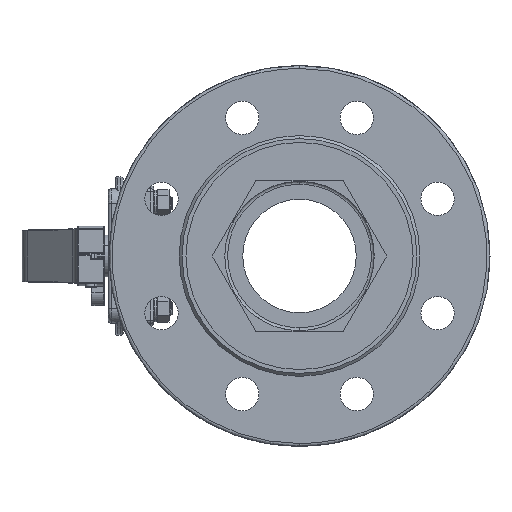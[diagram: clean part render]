
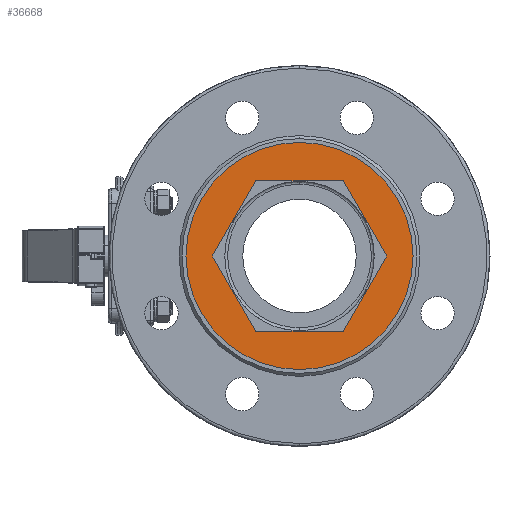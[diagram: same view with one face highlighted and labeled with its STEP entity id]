
A CAD part, left-side view. The second image highlights one B-rep face of the part: STEP entity #36668.
In plain terms, the highlighted planar face has unit normal (-1, 0, 0).
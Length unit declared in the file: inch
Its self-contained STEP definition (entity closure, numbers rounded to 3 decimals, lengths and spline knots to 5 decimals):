
#331 = CARTESIAN_POINT ( 'NONE',  ( 0., 1.14788, 1.98819 ) ) ;
#3577 = CARTESIAN_POINT ( 'NONE',  ( 0., -1.14788, -1.98819 ) ) ;
#4134 = DIRECTION ( 'NONE',  ( 0., -1., 0. ) ) ;
#4153 = LINE ( 'NONE', #71443, #22627 ) ;
#4255 = AXIS2_PLACEMENT_3D ( 'NONE', #56599, #6236, #8042 ) ;
#6236 = DIRECTION ( 'NONE',  ( -1., 0., 0. ) ) ;
#8042 = DIRECTION ( 'NONE',  ( 0., 0., -1. ) ) ;
#8290 = EDGE_CURVE ( 'NONE', #36131, #25795, #48871, .T. ) ;
#8460 = VERTEX_POINT ( 'NONE', #3577 ) ;
#9517 = FACE_OUTER_BOUND ( 'NONE', #29472, .T. ) ;
#10595 = LINE ( 'NONE', #45122, #39091 ) ;
#11980 = ORIENTED_EDGE ( 'NONE', *, *, #24797, .T. ) ;
#12144 = CARTESIAN_POINT ( 'NONE',  ( 0., -2.29576, 0. ) ) ;
#13142 = LINE ( 'NONE', #58704, #62040 ) ;
#13679 = CARTESIAN_POINT ( 'NONE',  ( 0., 2.29576, 0. ) ) ;
#15383 = FACE_BOUND ( 'NONE', #20866, .T. ) ;
#15938 = EDGE_CURVE ( 'NONE', #25795, #36131, #22986, .T. ) ;
#16095 = CARTESIAN_POINT ( 'NONE',  ( 0., -2.29576, 0. ) ) ;
#16306 = VECTOR ( 'NONE', #58523, 39.37008 ) ;
#18159 = ORIENTED_EDGE ( 'NONE', *, *, #36409, .T. ) ;
#20755 = VERTEX_POINT ( 'NONE', #44577 ) ;
#20866 = EDGE_LOOP ( 'NONE', ( #71356, #21465, #72172, #24822, #11980, #18159 ) ) ;
#20992 = EDGE_CURVE ( 'NONE', #72140, #67035, #41593, .T. ) ;
#21082 = DIRECTION ( 'NONE',  ( 0., 1., 0. ) ) ;
#21384 = VERTEX_POINT ( 'NONE', #33385 ) ;
#21465 = ORIENTED_EDGE ( 'NONE', *, *, #58411, .T. ) ;
#21631 = DIRECTION ( 'NONE',  ( -1., 0., 0. ) ) ;
#22627 = VECTOR ( 'NONE', #21082, 39.37008 ) ;
#22888 = CARTESIAN_POINT ( 'NONE',  ( 0., 2.29576, 0. ) ) ;
#22986 = CIRCLE ( 'NONE', #39409, 2.99213 ) ;
#24797 = EDGE_CURVE ( 'NONE', #20755, #66512, #13142, .T. ) ;
#24822 = ORIENTED_EDGE ( 'NONE', *, *, #71936, .T. ) ;
#25795 = VERTEX_POINT ( 'NONE', #27059 ) ;
#27059 = CARTESIAN_POINT ( 'NONE',  ( 0., 0., -2.99213 ) ) ;
#28150 = VECTOR ( 'NONE', #62861, 39.37008 ) ;
#29472 = EDGE_LOOP ( 'NONE', ( #38713, #52326 ) ) ;
#32464 = CARTESIAN_POINT ( 'NONE',  ( 0., 0., 1.98819 ) ) ;
#33385 = CARTESIAN_POINT ( 'NONE',  ( 0., 1.14788, -1.98819 ) ) ;
#35549 = DIRECTION ( 'NONE',  ( 0., -0.5, -0.866 ) ) ;
#36131 = VERTEX_POINT ( 'NONE', #46953 ) ;
#36409 = EDGE_CURVE ( 'NONE', #66512, #8460, #62497, .T. ) ;
#36668 = ADVANCED_FACE ( 'NONE', ( #9517, #15383 ), #65388, .T. ) ;
#38061 = CARTESIAN_POINT ( 'NONE',  ( 0., 0., 0. ) ) ;
#38713 = ORIENTED_EDGE ( 'NONE', *, *, #15938, .T. ) ;
#39091 = VECTOR ( 'NONE', #49534, 39.37008 ) ;
#39409 = AXIS2_PLACEMENT_3D ( 'NONE', #38061, #60500, #53902 ) ;
#41593 = LINE ( 'NONE', #13679, #16306 ) ;
#44030 = DIRECTION ( 'NONE',  ( 0., 0., 1. ) ) ;
#44577 = CARTESIAN_POINT ( 'NONE',  ( 0., -1.14788, 1.98819 ) ) ;
#45122 = CARTESIAN_POINT ( 'NONE',  ( 0., 1.14788, -1.98819 ) ) ;
#46953 = CARTESIAN_POINT ( 'NONE',  ( 0., 0., 2.99213 ) ) ;
#47273 = VECTOR ( 'NONE', #4134, 39.37008 ) ;
#48871 = CIRCLE ( 'NONE', #4255, 2.99213 ) ;
#49534 = DIRECTION ( 'NONE',  ( 0., 0.5, 0.866 ) ) ;
#52326 = ORIENTED_EDGE ( 'NONE', *, *, #8290, .T. ) ;
#53902 = DIRECTION ( 'NONE',  ( 0., 0., -1. ) ) ;
#54607 = EDGE_CURVE ( 'NONE', #8460, #21384, #4153, .T. ) ;
#56599 = CARTESIAN_POINT ( 'NONE',  ( 0., 0., 0. ) ) ;
#58411 = EDGE_CURVE ( 'NONE', #21384, #72140, #10595, .T. ) ;
#58523 = DIRECTION ( 'NONE',  ( 0., -0.5, 0.866 ) ) ;
#58704 = CARTESIAN_POINT ( 'NONE',  ( 0., -1.14788, 1.98819 ) ) ;
#60500 = DIRECTION ( 'NONE',  ( -1., 0., 0. ) ) ;
#62040 = VECTOR ( 'NONE', #35549, 39.37008 ) ;
#62497 = LINE ( 'NONE', #12144, #28150 ) ;
#62861 = DIRECTION ( 'NONE',  ( 0., 0.5, -0.866 ) ) ;
#65388 = PLANE ( 'NONE',  #70447 ) ;
#66512 = VERTEX_POINT ( 'NONE', #16095 ) ;
#67035 = VERTEX_POINT ( 'NONE', #331 ) ;
#70447 = AXIS2_PLACEMENT_3D ( 'NONE', #71985, #21631, #44030 ) ;
#71356 = ORIENTED_EDGE ( 'NONE', *, *, #54607, .T. ) ;
#71443 = CARTESIAN_POINT ( 'NONE',  ( 0., 0., -1.98819 ) ) ;
#71774 = LINE ( 'NONE', #32464, #47273 ) ;
#71936 = EDGE_CURVE ( 'NONE', #67035, #20755, #71774, .T. ) ;
#71985 = CARTESIAN_POINT ( 'NONE',  ( 0., 0., 0. ) ) ;
#72140 = VERTEX_POINT ( 'NONE', #22888 ) ;
#72172 = ORIENTED_EDGE ( 'NONE', *, *, #20992, .T. ) ;
